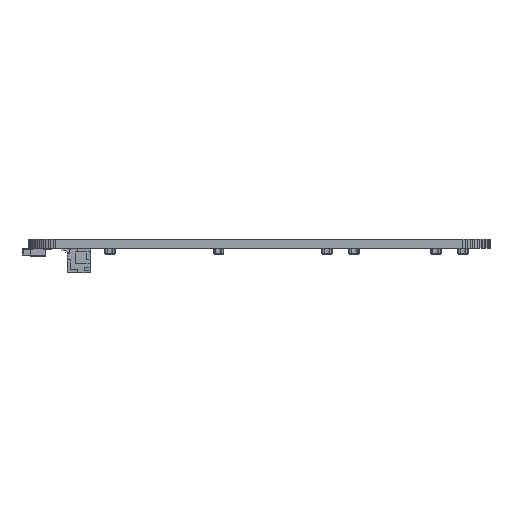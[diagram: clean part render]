
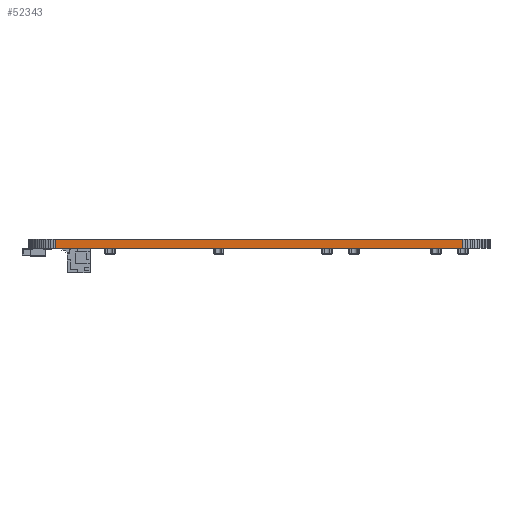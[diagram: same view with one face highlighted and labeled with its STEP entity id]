
A CAD part, left-side view. The second image highlights one B-rep face of the part: STEP entity #52343.
In plain terms, the highlighted planar face has unit normal (-1, 0, 0).
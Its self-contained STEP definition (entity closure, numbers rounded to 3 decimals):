
#23416 = PLANE('',#23417);
#23417 = AXIS2_PLACEMENT_3D('',#23418,#23419,#23420);
#23418 = CARTESIAN_POINT('',(0.,0.,1.6)
  );
#23419 = DIRECTION('',(-0.,-0.,-1.));
#23420 = DIRECTION('',(-1.,0.,0.));
#23470 = PLANE('',#23471);
#23471 = AXIS2_PLACEMENT_3D('',#23472,#23473,#23474);
#23472 = CARTESIAN_POINT('',(0.,0.,0.)
  );
#23473 = DIRECTION('',(-0.,-0.,-1.));
#23474 = DIRECTION('',(-1.,0.,0.));
#25007 = VERTEX_POINT('',#25008);
#25008 = CARTESIAN_POINT('',(-164.306,-35.719,0.));
#25022 = PLANE('',#25023);
#25023 = AXIS2_PLACEMENT_3D('',#25024,#25025,#25026);
#25024 = CARTESIAN_POINT('',(-164.286,-36.158,0.));
#25025 = DIRECTION('',(-0.999,-0.046,0.));
#25026 = DIRECTION('',(-0.046,0.999,0.));
#25034 = EDGE_CURVE('',#25007,#25035,#25037,.T.);
#25035 = VERTEX_POINT('',#25036);
#25036 = CARTESIAN_POINT('',(-164.306,35.719,0.));
#25037 = SURFACE_CURVE('',#25038,(#25042,#25049),.PCURVE_S1.);
#25038 = LINE('',#25039,#25040);
#25039 = CARTESIAN_POINT('',(-164.306,-35.719,0.));
#25040 = VECTOR('',#25041,1.);
#25041 = DIRECTION('',(0.,1.,0.));
#25042 = PCURVE('',#23470,#25043);
#25043 = DEFINITIONAL_REPRESENTATION('',(#25044),#25048);
#25044 = LINE('',#25045,#25046);
#25045 = CARTESIAN_POINT('',(164.306,-35.719));
#25046 = VECTOR('',#25047,1.);
#25047 = DIRECTION('',(0.,1.));
#25048 = ( GEOMETRIC_REPRESENTATION_CONTEXT(2) 
PARAMETRIC_REPRESENTATION_CONTEXT() REPRESENTATION_CONTEXT('2D SPACE',''
  ) );
#25049 = PCURVE('',#25050,#25055);
#25050 = PLANE('',#25051);
#25051 = AXIS2_PLACEMENT_3D('',#25052,#25053,#25054);
#25052 = CARTESIAN_POINT('',(-164.306,-35.719,0.));
#25053 = DIRECTION('',(-1.,0.,0.));
#25054 = DIRECTION('',(0.,1.,0.));
#25055 = DEFINITIONAL_REPRESENTATION('',(#25056),#25060);
#25056 = LINE('',#25057,#25058);
#25057 = CARTESIAN_POINT('',(0.,0.));
#25058 = VECTOR('',#25059,1.);
#25059 = DIRECTION('',(1.,0.));
#25060 = ( GEOMETRIC_REPRESENTATION_CONTEXT(2) 
PARAMETRIC_REPRESENTATION_CONTEXT() REPRESENTATION_CONTEXT('2D SPACE',''
  ) );
#25078 = PLANE('',#25079);
#25079 = AXIS2_PLACEMENT_3D('',#25080,#25081,#25082);
#25080 = CARTESIAN_POINT('',(-164.306,35.719,0.));
#25081 = DIRECTION('',(-0.999,0.046,0.));
#25082 = DIRECTION('',(0.046,0.999,0.));
#39736 = VERTEX_POINT('',#39737);
#39737 = CARTESIAN_POINT('',(-164.306,-35.719,1.6));
#39758 = EDGE_CURVE('',#39736,#39759,#39761,.T.);
#39759 = VERTEX_POINT('',#39760);
#39760 = CARTESIAN_POINT('',(-164.306,35.719,1.6));
#39761 = SURFACE_CURVE('',#39762,(#39766,#39773),.PCURVE_S1.);
#39762 = LINE('',#39763,#39764);
#39763 = CARTESIAN_POINT('',(-164.306,-35.719,1.6));
#39764 = VECTOR('',#39765,1.);
#39765 = DIRECTION('',(0.,1.,0.));
#39766 = PCURVE('',#23416,#39767);
#39767 = DEFINITIONAL_REPRESENTATION('',(#39768),#39772);
#39768 = LINE('',#39769,#39770);
#39769 = CARTESIAN_POINT('',(164.306,-35.719));
#39770 = VECTOR('',#39771,1.);
#39771 = DIRECTION('',(0.,1.));
#39772 = ( GEOMETRIC_REPRESENTATION_CONTEXT(2) 
PARAMETRIC_REPRESENTATION_CONTEXT() REPRESENTATION_CONTEXT('2D SPACE',''
  ) );
#39773 = PCURVE('',#25050,#39774);
#39774 = DEFINITIONAL_REPRESENTATION('',(#39775),#39779);
#39775 = LINE('',#39776,#39777);
#39776 = CARTESIAN_POINT('',(0.,-1.6));
#39777 = VECTOR('',#39778,1.);
#39778 = DIRECTION('',(1.,0.));
#39779 = ( GEOMETRIC_REPRESENTATION_CONTEXT(2) 
PARAMETRIC_REPRESENTATION_CONTEXT() REPRESENTATION_CONTEXT('2D SPACE',''
  ) );
#52293 = EDGE_CURVE('',#25035,#39759,#52294,.T.);
#52294 = SURFACE_CURVE('',#52295,(#52299,#52306),.PCURVE_S1.);
#52295 = LINE('',#52296,#52297);
#52296 = CARTESIAN_POINT('',(-164.306,35.719,0.));
#52297 = VECTOR('',#52298,1.);
#52298 = DIRECTION('',(0.,0.,1.));
#52299 = PCURVE('',#25078,#52300);
#52300 = DEFINITIONAL_REPRESENTATION('',(#52301),#52305);
#52301 = LINE('',#52302,#52303);
#52302 = CARTESIAN_POINT('',(0.,0.));
#52303 = VECTOR('',#52304,1.);
#52304 = DIRECTION('',(0.,-1.));
#52305 = ( GEOMETRIC_REPRESENTATION_CONTEXT(2) 
PARAMETRIC_REPRESENTATION_CONTEXT() REPRESENTATION_CONTEXT('2D SPACE',''
  ) );
#52306 = PCURVE('',#25050,#52307);
#52307 = DEFINITIONAL_REPRESENTATION('',(#52308),#52312);
#52308 = LINE('',#52309,#52310);
#52309 = CARTESIAN_POINT('',(71.437,0.));
#52310 = VECTOR('',#52311,1.);
#52311 = DIRECTION('',(0.,-1.));
#52312 = ( GEOMETRIC_REPRESENTATION_CONTEXT(2) 
PARAMETRIC_REPRESENTATION_CONTEXT() REPRESENTATION_CONTEXT('2D SPACE',''
  ) );
#52343 = ADVANCED_FACE('',(#52344),#25050,.T.);
#52344 = FACE_BOUND('',#52345,.T.);
#52345 = EDGE_LOOP('',(#52346,#52367,#52368,#52369));
#52346 = ORIENTED_EDGE('',*,*,#52347,.T.);
#52347 = EDGE_CURVE('',#25007,#39736,#52348,.T.);
#52348 = SURFACE_CURVE('',#52349,(#52353,#52360),.PCURVE_S1.);
#52349 = LINE('',#52350,#52351);
#52350 = CARTESIAN_POINT('',(-164.306,-35.719,0.));
#52351 = VECTOR('',#52352,1.);
#52352 = DIRECTION('',(0.,0.,1.));
#52353 = PCURVE('',#25050,#52354);
#52354 = DEFINITIONAL_REPRESENTATION('',(#52355),#52359);
#52355 = LINE('',#52356,#52357);
#52356 = CARTESIAN_POINT('',(0.,0.));
#52357 = VECTOR('',#52358,1.);
#52358 = DIRECTION('',(0.,-1.));
#52359 = ( GEOMETRIC_REPRESENTATION_CONTEXT(2) 
PARAMETRIC_REPRESENTATION_CONTEXT() REPRESENTATION_CONTEXT('2D SPACE',''
  ) );
#52360 = PCURVE('',#25022,#52361);
#52361 = DEFINITIONAL_REPRESENTATION('',(#52362),#52366);
#52362 = LINE('',#52363,#52364);
#52363 = CARTESIAN_POINT('',(0.44,0.));
#52364 = VECTOR('',#52365,1.);
#52365 = DIRECTION('',(0.,-1.));
#52366 = ( GEOMETRIC_REPRESENTATION_CONTEXT(2) 
PARAMETRIC_REPRESENTATION_CONTEXT() REPRESENTATION_CONTEXT('2D SPACE',''
  ) );
#52367 = ORIENTED_EDGE('',*,*,#39758,.T.);
#52368 = ORIENTED_EDGE('',*,*,#52293,.F.);
#52369 = ORIENTED_EDGE('',*,*,#25034,.F.);
